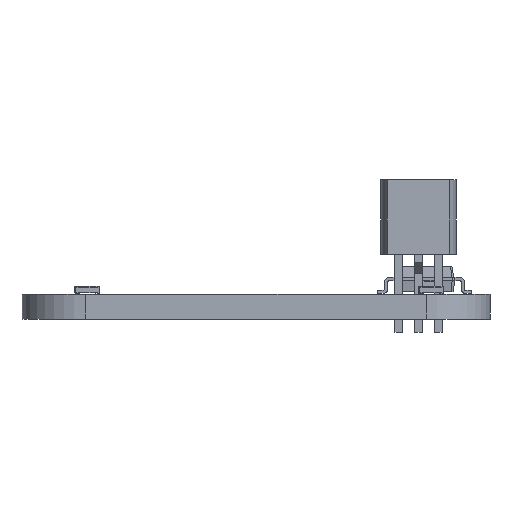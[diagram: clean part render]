
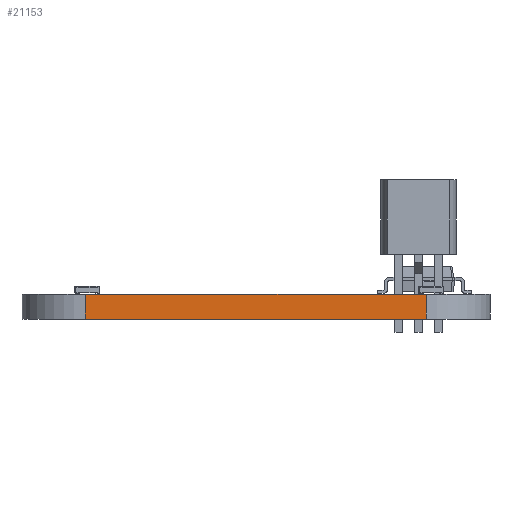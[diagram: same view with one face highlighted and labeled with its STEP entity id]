
A CAD part, left-side view. The second image highlights one B-rep face of the part: STEP entity #21153.
In plain terms, the highlighted planar face has unit normal (-1, 0, 0).
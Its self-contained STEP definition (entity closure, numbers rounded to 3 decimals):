
#20970 = CYLINDRICAL_SURFACE('',#20971,4.064);
#20971 = AXIS2_PLACEMENT_3D('',#20972,#20973,#20974);
#20972 = CARTESIAN_POINT('',(4.318,26.162,0.));
#20973 = DIRECTION('',(-0.,-0.,-1.));
#20974 = DIRECTION('',(1.,0.,-0.));
#20995 = VERTEX_POINT('',#20996);
#20996 = CARTESIAN_POINT('',(0.254,26.162,1.6));
#21011 = PLANE('',#21012);
#21012 = AXIS2_PLACEMENT_3D('',#21013,#21014,#21015);
#21013 = CARTESIAN_POINT('',(23.499,15.237,1.6));
#21014 = DIRECTION('',(0.,0.,1.));
#21015 = DIRECTION('',(1.,0.,-0.));
#21023 = EDGE_CURVE('',#21024,#20995,#21026,.T.);
#21024 = VERTEX_POINT('',#21025);
#21025 = CARTESIAN_POINT('',(0.254,26.162,0.));
#21026 = SURFACE_CURVE('',#21027,(#21031,#21038),.PCURVE_S1.);
#21027 = LINE('',#21028,#21029);
#21028 = CARTESIAN_POINT('',(0.254,26.162,0.));
#21029 = VECTOR('',#21030,1.);
#21030 = DIRECTION('',(0.,0.,1.));
#21031 = PCURVE('',#20970,#21032);
#21032 = DEFINITIONAL_REPRESENTATION('',(#21033),#21037);
#21033 = LINE('',#21034,#21035);
#21034 = CARTESIAN_POINT('',(-3.142,0.));
#21035 = VECTOR('',#21036,1.);
#21036 = DIRECTION('',(-0.,-1.));
#21037 = ( GEOMETRIC_REPRESENTATION_CONTEXT(2) 
PARAMETRIC_REPRESENTATION_CONTEXT() REPRESENTATION_CONTEXT('2D SPACE',''
  ) );
#21038 = PCURVE('',#21039,#21044);
#21039 = PLANE('',#21040);
#21040 = AXIS2_PLACEMENT_3D('',#21041,#21042,#21043);
#21041 = CARTESIAN_POINT('',(0.254,4.318,0.));
#21042 = DIRECTION('',(-1.,0.,0.));
#21043 = DIRECTION('',(0.,1.,0.));
#21044 = DEFINITIONAL_REPRESENTATION('',(#21045),#21049);
#21045 = LINE('',#21046,#21047);
#21046 = CARTESIAN_POINT('',(21.844,0.));
#21047 = VECTOR('',#21048,1.);
#21048 = DIRECTION('',(0.,-1.));
#21049 = ( GEOMETRIC_REPRESENTATION_CONTEXT(2) 
PARAMETRIC_REPRESENTATION_CONTEXT() REPRESENTATION_CONTEXT('2D SPACE',''
  ) );
#21066 = PLANE('',#21067);
#21067 = AXIS2_PLACEMENT_3D('',#21068,#21069,#21070);
#21068 = CARTESIAN_POINT('',(23.499,15.237,0.));
#21069 = DIRECTION('',(0.,0.,1.));
#21070 = DIRECTION('',(1.,0.,-0.));
#21153 = ADVANCED_FACE('',(#21154),#21039,.T.);
#21154 = FACE_BOUND('',#21155,.T.);
#21155 = EDGE_LOOP('',(#21156,#21186,#21207,#21208));
#21156 = ORIENTED_EDGE('',*,*,#21157,.T.);
#21157 = EDGE_CURVE('',#21158,#21160,#21162,.T.);
#21158 = VERTEX_POINT('',#21159);
#21159 = CARTESIAN_POINT('',(0.254,4.318,0.));
#21160 = VERTEX_POINT('',#21161);
#21161 = CARTESIAN_POINT('',(0.254,4.318,1.6));
#21162 = SURFACE_CURVE('',#21163,(#21167,#21174),.PCURVE_S1.);
#21163 = LINE('',#21164,#21165);
#21164 = CARTESIAN_POINT('',(0.254,4.318,0.));
#21165 = VECTOR('',#21166,1.);
#21166 = DIRECTION('',(0.,0.,1.));
#21167 = PCURVE('',#21039,#21168);
#21168 = DEFINITIONAL_REPRESENTATION('',(#21169),#21173);
#21169 = LINE('',#21170,#21171);
#21170 = CARTESIAN_POINT('',(0.,0.));
#21171 = VECTOR('',#21172,1.);
#21172 = DIRECTION('',(0.,-1.));
#21173 = ( GEOMETRIC_REPRESENTATION_CONTEXT(2) 
PARAMETRIC_REPRESENTATION_CONTEXT() REPRESENTATION_CONTEXT('2D SPACE',''
  ) );
#21174 = PCURVE('',#21175,#21180);
#21175 = CYLINDRICAL_SURFACE('',#21176,4.064);
#21176 = AXIS2_PLACEMENT_3D('',#21177,#21178,#21179);
#21177 = CARTESIAN_POINT('',(4.318,4.318,0.));
#21178 = DIRECTION('',(-0.,-0.,-1.));
#21179 = DIRECTION('',(1.,0.,-0.));
#21180 = DEFINITIONAL_REPRESENTATION('',(#21181),#21185);
#21181 = LINE('',#21182,#21183);
#21182 = CARTESIAN_POINT('',(-3.142,0.));
#21183 = VECTOR('',#21184,1.);
#21184 = DIRECTION('',(-0.,-1.));
#21185 = ( GEOMETRIC_REPRESENTATION_CONTEXT(2) 
PARAMETRIC_REPRESENTATION_CONTEXT() REPRESENTATION_CONTEXT('2D SPACE',''
  ) );
#21186 = ORIENTED_EDGE('',*,*,#21187,.T.);
#21187 = EDGE_CURVE('',#21160,#20995,#21188,.T.);
#21188 = SURFACE_CURVE('',#21189,(#21193,#21200),.PCURVE_S1.);
#21189 = LINE('',#21190,#21191);
#21190 = CARTESIAN_POINT('',(0.254,4.318,1.6));
#21191 = VECTOR('',#21192,1.);
#21192 = DIRECTION('',(0.,1.,0.));
#21193 = PCURVE('',#21039,#21194);
#21194 = DEFINITIONAL_REPRESENTATION('',(#21195),#21199);
#21195 = LINE('',#21196,#21197);
#21196 = CARTESIAN_POINT('',(0.,-1.6));
#21197 = VECTOR('',#21198,1.);
#21198 = DIRECTION('',(1.,0.));
#21199 = ( GEOMETRIC_REPRESENTATION_CONTEXT(2) 
PARAMETRIC_REPRESENTATION_CONTEXT() REPRESENTATION_CONTEXT('2D SPACE',''
  ) );
#21200 = PCURVE('',#21011,#21201);
#21201 = DEFINITIONAL_REPRESENTATION('',(#21202),#21206);
#21202 = LINE('',#21203,#21204);
#21203 = CARTESIAN_POINT('',(-23.245,-10.919));
#21204 = VECTOR('',#21205,1.);
#21205 = DIRECTION('',(0.,1.));
#21206 = ( GEOMETRIC_REPRESENTATION_CONTEXT(2) 
PARAMETRIC_REPRESENTATION_CONTEXT() REPRESENTATION_CONTEXT('2D SPACE',''
  ) );
#21207 = ORIENTED_EDGE('',*,*,#21023,.F.);
#21208 = ORIENTED_EDGE('',*,*,#21209,.F.);
#21209 = EDGE_CURVE('',#21158,#21024,#21210,.T.);
#21210 = SURFACE_CURVE('',#21211,(#21215,#21222),.PCURVE_S1.);
#21211 = LINE('',#21212,#21213);
#21212 = CARTESIAN_POINT('',(0.254,4.318,0.));
#21213 = VECTOR('',#21214,1.);
#21214 = DIRECTION('',(0.,1.,0.));
#21215 = PCURVE('',#21039,#21216);
#21216 = DEFINITIONAL_REPRESENTATION('',(#21217),#21221);
#21217 = LINE('',#21218,#21219);
#21218 = CARTESIAN_POINT('',(0.,0.));
#21219 = VECTOR('',#21220,1.);
#21220 = DIRECTION('',(1.,0.));
#21221 = ( GEOMETRIC_REPRESENTATION_CONTEXT(2) 
PARAMETRIC_REPRESENTATION_CONTEXT() REPRESENTATION_CONTEXT('2D SPACE',''
  ) );
#21222 = PCURVE('',#21066,#21223);
#21223 = DEFINITIONAL_REPRESENTATION('',(#21224),#21228);
#21224 = LINE('',#21225,#21226);
#21225 = CARTESIAN_POINT('',(-23.245,-10.919));
#21226 = VECTOR('',#21227,1.);
#21227 = DIRECTION('',(0.,1.));
#21228 = ( GEOMETRIC_REPRESENTATION_CONTEXT(2) 
PARAMETRIC_REPRESENTATION_CONTEXT() REPRESENTATION_CONTEXT('2D SPACE',''
  ) );
